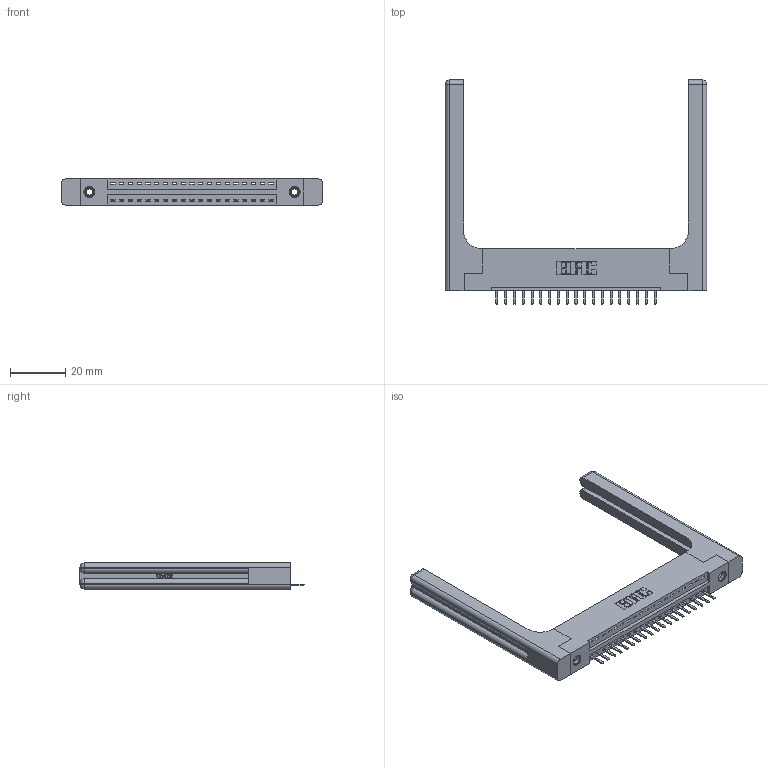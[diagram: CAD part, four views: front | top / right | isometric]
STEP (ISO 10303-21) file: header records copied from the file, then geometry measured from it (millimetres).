
FILE_DESCRIPTION (( 'STEP AP203' ), '1' );
FILE_NAME ('396-019-520-158.STEP', '2019-10-26T20:14:27', ( '' ), ( '' ), 'SwSTEP 2.0', 'SolidWorks 2016', '' );
FILE_SCHEMA (( 'CONFIG_CONTROL_DESIGN' ));
Length unit declared in the file: inch
Products named in the file (5): 346-220-058_345-220-058; 396-019-520-158; 345-292-001_345-293-120; 346 Part_Flush Mounting Lugs - 0.156 Dia-TH; 345-250-001_345-250-001-102
Assembly tree (24 placements, depth 2):
  396-019-520-158
    346 Part_Flush Mounting Lugs - 0.156 Dia-TH
    345-292-001_345-293-120  x19
    345-250-001_345-250-001-102  x2
    346-220-058_345-220-058  x2
Bounding box: 94.39 x 80.98 x 9.4 mm (x, y, z)
Volume: 16340.1 mm3; surface area: 15764.9 mm2
Topology: 24 solids, 24 shells, 1556 faces, 4491 edges, 2922 vertices
Faces by surface type: plane 1022, cylinder 474, bspline 36, cone 12, sphere 8, torus 4
Entity records: 20184 total; most frequent: CARTESIAN_POINT 4458, ORIENTED_EDGE 3196, DIRECTION 2880, EDGE_CURVE 1598, LINE 1294, VECTOR 1294, VERTEX_POINT 1054, AXIS2_PLACEMENT_3D 793
